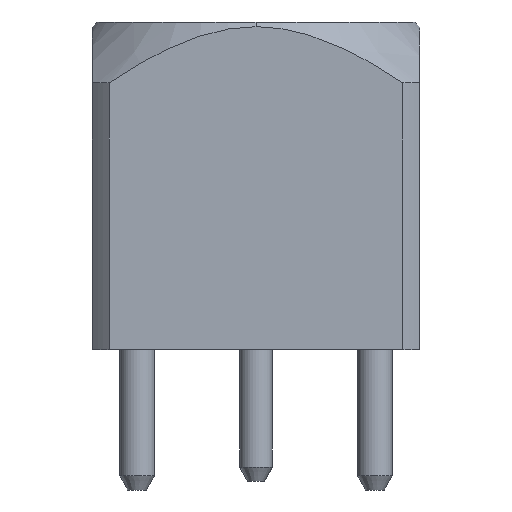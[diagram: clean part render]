
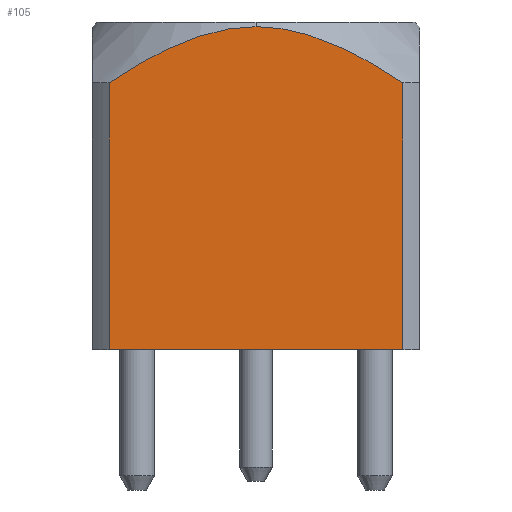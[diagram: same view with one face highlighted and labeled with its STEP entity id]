
A CAD part, front view. The second image highlights one B-rep face of the part: STEP entity #105.
In plain terms, the highlighted planar face has unit normal (0, -1, 0).
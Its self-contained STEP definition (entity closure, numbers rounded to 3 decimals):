
#105=ADVANCED_FACE('',(#232),#233,.F.);
#232=FACE_OUTER_BOUND('',#383,.T.);
#233=PLANE('',#384);
#383=EDGE_LOOP('',(#621,#622,#623,#624,#625));
#384=AXIS2_PLACEMENT_3D('',#626,#627,#628);
#621=ORIENTED_EDGE('',*,*,#934,.T.);
#622=ORIENTED_EDGE('',*,*,#950,.T.);
#623=ORIENTED_EDGE('',*,*,#937,.T.);
#624=ORIENTED_EDGE('',*,*,#951,.T.);
#625=ORIENTED_EDGE('',*,*,#930,.T.);
#626=CARTESIAN_POINT('',(0.0,0.0,0.));
#627=DIRECTION('',(0.0,1.0,0.0));
#628=DIRECTION('',(1.0,0.0,-0.0));
#930=EDGE_CURVE('',#1109,#1120,#1122,.T.);
#934=EDGE_CURVE('',#1120,#1126,#1128,.T.);
#937=EDGE_CURVE('',#1133,#1130,#1134,.T.);
#950=EDGE_CURVE('',#1126,#1133,#1153,.T.);
#951=EDGE_CURVE('',#1130,#1109,#1154,.T.);
#1109=VERTEX_POINT('',#1339);
#1120=VERTEX_POINT('',#1370);
#1122=(B_SPLINE_CURVE(2,(#1373,#1374,#1375),.UNSPECIFIED.,.F.,.F.)B_SPLINE_CURVE_WITH_KNOTS((3,3),(0.129,0.935),.UNSPECIFIED.)RATIONAL_B_SPLINE_CURVE((1.146,1.539,1.146))BOUNDED_CURVE()REPRESENTATION_ITEM('')GEOMETRIC_REPRESENTATION_ITEM()CURVE());
#1126=VERTEX_POINT('',#1386);
#1128=LINE('',#1388,#1389);
#1130=VERTEX_POINT('',#1391);
#1133=VERTEX_POINT('',#1394);
#1134=LINE('',#1395,#1396);
#1153=LINE('',#1420,#1421);
#1154=(B_SPLINE_CURVE(2,(#1423,#1424,#1425),.UNSPECIFIED.,.F.,.F.)B_SPLINE_CURVE_WITH_KNOTS((3,3),(0.129,0.935),.UNSPECIFIED.)RATIONAL_B_SPLINE_CURVE((1.146,1.539,1.146))BOUNDED_CURVE()REPRESENTATION_ITEM('')GEOMETRIC_REPRESENTATION_ITEM()CURVE());
#1339=CARTESIAN_POINT('',(0.,0.,3.4));
#1370=CARTESIAN_POINT('',(-3.137,0.,2.2));
#1373=CARTESIAN_POINT('',(3.137,0.,2.2));
#1374=CARTESIAN_POINT('',(0.,0.,4.294));
#1375=CARTESIAN_POINT('',(-3.137,0.,2.2));
#1386=CARTESIAN_POINT('',(-3.137,0.,-3.5));
#1388=CARTESIAN_POINT('',(-3.137,0.,2.2));
#1389=VECTOR('',#1633,5.7);
#1391=CARTESIAN_POINT('',(3.137,0.,2.2));
#1394=CARTESIAN_POINT('',(3.137,0.0,-3.5));
#1395=CARTESIAN_POINT('',(3.137,0.0,-3.5));
#1396=VECTOR('',#1637,5.7);
#1420=CARTESIAN_POINT('',(-3.137,0.0,-3.5));
#1421=VECTOR('',#1655,6.274);
#1423=CARTESIAN_POINT('',(3.137,0.,2.2));
#1424=CARTESIAN_POINT('',(0.,0.,4.294));
#1425=CARTESIAN_POINT('',(-3.137,0.,2.2));
#1633=DIRECTION('',(0.0,0.0,-1.0));
#1637=DIRECTION('',(0.0,0.0,1.0));
#1655=DIRECTION('',(1.0,0.0,0.0));
